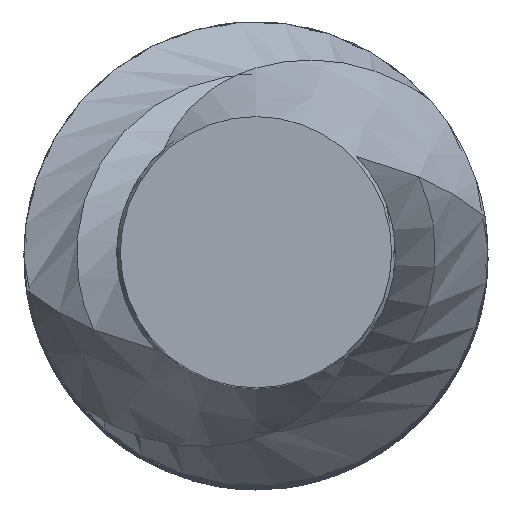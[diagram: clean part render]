
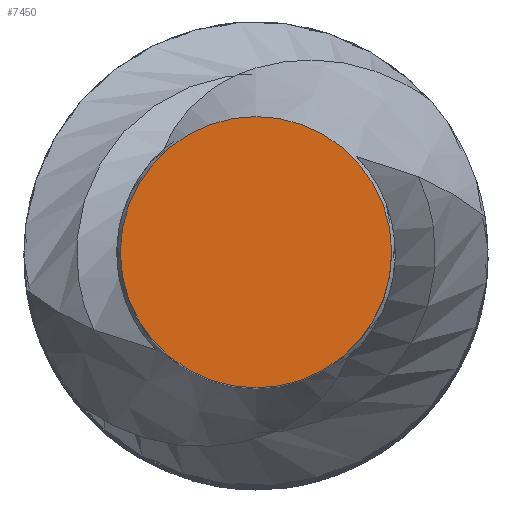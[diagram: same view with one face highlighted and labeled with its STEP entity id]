
A CAD part, top view. The second image highlights one B-rep face of the part: STEP entity #7450.
In plain terms, the highlighted planar face has unit normal (0, 0, 1).
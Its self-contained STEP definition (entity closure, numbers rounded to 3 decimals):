
#6081 = CYLINDRICAL_SURFACE('',#6082,38.);
#6082 = AXIS2_PLACEMENT_3D('',#6083,#6084,#6085);
#6083 = CARTESIAN_POINT('',(0.,0.,780.));
#6084 = DIRECTION('',(-0.,-0.,-1.));
#6085 = DIRECTION('',(1.,0.,0.));
#6685 = VERTEX_POINT('',#6686);
#6686 = CARTESIAN_POINT('',(38.,0.,920.));
#6707 = EDGE_CURVE('',#6685,#6685,#6708,.T.);
#6708 = SURFACE_CURVE('',#6709,(#6714,#6721),.PCURVE_S1.);
#6709 = CIRCLE('',#6710,38.);
#6710 = AXIS2_PLACEMENT_3D('',#6711,#6712,#6713);
#6711 = CARTESIAN_POINT('',(0.,0.,920.));
#6712 = DIRECTION('',(0.,0.,1.));
#6713 = DIRECTION('',(1.,0.,0.));
#6714 = PCURVE('',#6081,#6715);
#6715 = DEFINITIONAL_REPRESENTATION('',(#6716),#6720);
#6716 = LINE('',#6717,#6718);
#6717 = CARTESIAN_POINT('',(-0.,-140.));
#6718 = VECTOR('',#6719,1.);
#6719 = DIRECTION('',(-1.,0.));
#6720 = ( GEOMETRIC_REPRESENTATION_CONTEXT(2) 
PARAMETRIC_REPRESENTATION_CONTEXT() REPRESENTATION_CONTEXT('2D SPACE',''
  ) );
#6721 = PCURVE('',#6722,#6727);
#6722 = PLANE('',#6723);
#6723 = AXIS2_PLACEMENT_3D('',#6724,#6725,#6726);
#6724 = CARTESIAN_POINT('',(0.,0.,920.)
  );
#6725 = DIRECTION('',(0.,0.,1.));
#6726 = DIRECTION('',(1.,0.,-0.));
#6727 = DEFINITIONAL_REPRESENTATION('',(#6728),#6732);
#6728 = CIRCLE('',#6729,38.);
#6729 = AXIS2_PLACEMENT_2D('',#6730,#6731);
#6730 = CARTESIAN_POINT('',(0.,0.));
#6731 = DIRECTION('',(1.,0.));
#6732 = ( GEOMETRIC_REPRESENTATION_CONTEXT(2) 
PARAMETRIC_REPRESENTATION_CONTEXT() REPRESENTATION_CONTEXT('2D SPACE',''
  ) );
#7450 = ADVANCED_FACE('',(#7451),#6722,.T.);
#7451 = FACE_BOUND('',#7452,.T.);
#7452 = EDGE_LOOP('',(#7453));
#7453 = ORIENTED_EDGE('',*,*,#6707,.T.);
